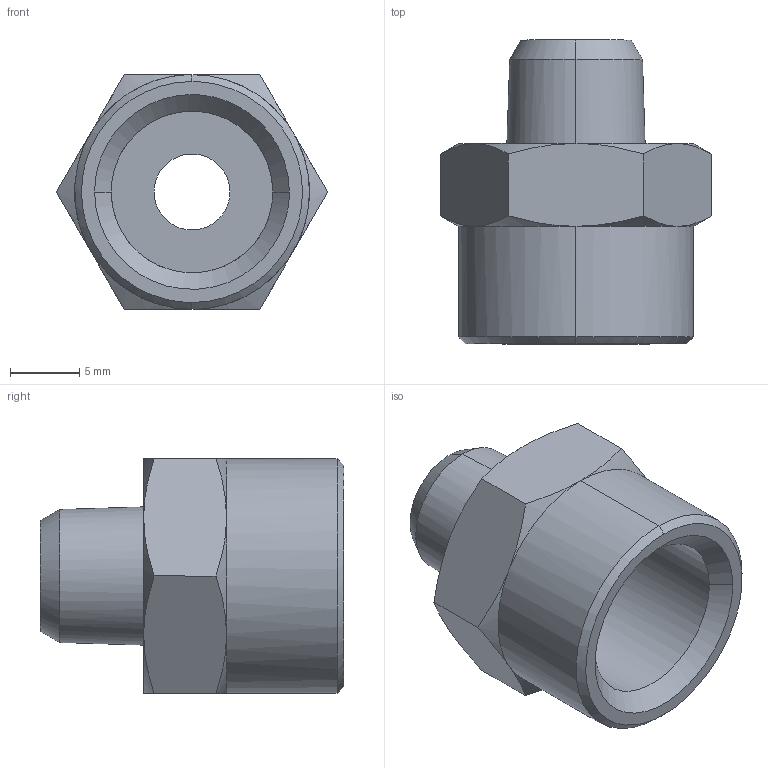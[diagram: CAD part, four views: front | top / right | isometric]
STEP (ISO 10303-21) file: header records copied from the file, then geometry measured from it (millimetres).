
FILE_DESCRIPTION (( 'STEP AP214' ), '1' );
FILE_NAME ('DRF.MF0102_C_IC.STEP', '2018-09-05T11:08:50', ( '' ), ( '' ), 'SwSTEP 2.0', 'SolidWorks 2018', '' );
FILE_SCHEMA (( 'AUTOMOTIVE_DESIGN' ));
Length unit declared in the file: millimetre
Products named in the file (1): DRF.MF0102_C_IC
Bounding box: 19.63 x 22 x 17 mm (x, y, z)
Volume: 2403.7 mm3; surface area: 2011 mm2
Topology: 1 solids, 1 shells, 38 faces, 98 edges, 64 vertices
Faces by surface type: bspline 38
Entity records: 1843 total; most frequent: CARTESIAN_POINT 1233, ORIENTED_EDGE 196, EDGE_CURVE 98, B_SPLINE_CURVE_WITH_KNOTS 79, VERTEX_POINT 64, EDGE_LOOP 42, FACE_OUTER_BOUND 38, ADVANCED_FACE 38
